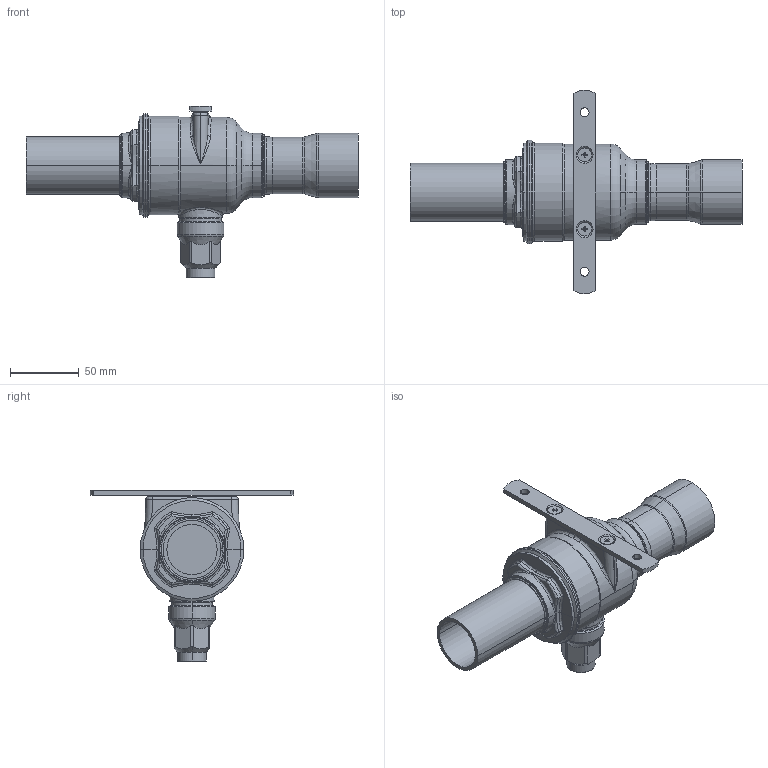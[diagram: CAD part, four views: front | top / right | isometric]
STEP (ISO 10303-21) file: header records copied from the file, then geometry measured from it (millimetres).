
FILE_DESCRIPTION((''),'2;1');
FILE_NAME('601027177_ASM','2021-01-29T14:58:06',('CemalhanGurpinar'),(''),'CREO PARAMETRIC BY PTC INC, 2018400','CREO PARAMETRIC BY PTC INC, 2018400','');
FILE_SCHEMA(('CONFIG_CONTROL_DESIGN'));
Length unit declared in the file: millimetre
Products named in the file (13): 610607576; 612502160; 610617015; 610621650_ASM; 610601375; 612202016; 610621738_ASM; 602499292_ASM; 610601322; 612212013; 612222002; 602299543_ASM; 601027177_ASM
Assembly tree (14 placements, depth 4):
  601027177_ASM
    602499292_ASM
      610621650_ASM
        610607576
        612502160
        610617015
      610621738_ASM
        610601375
        612202016
        610617015
    610601322
    602299543_ASM
      612212013
      612222002  x2
Bounding box: 241.8 x 147.9 x 124.97 mm (x, y, z)
Volume: 511448.1 mm3; surface area: 107472.9 mm2
Topology: 10 solids, 18 shells, 349 faces, 831 edges, 520 vertices
Faces by surface type: cylinder 117, plane 81, bspline 60, cone 59, torus 32
Entity records: 13258 total; most frequent: CARTESIAN_POINT 5750, DIRECTION 1594, ORIENTED_EDGE 1466, EDGE_CURVE 747, AXIS2_PLACEMENT_3D 672, VERTEX_POINT 468, CIRCLE 357, EDGE_LOOP 349
